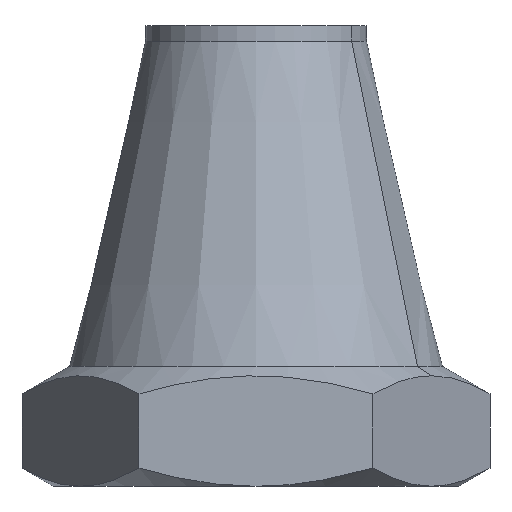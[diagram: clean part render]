
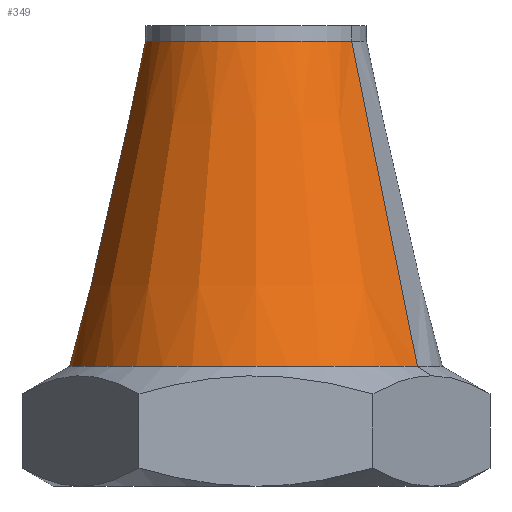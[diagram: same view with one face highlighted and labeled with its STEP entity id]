
A CAD part, left-side view. The second image highlights one B-rep face of the part: STEP entity #349.
In plain terms, the highlighted conical face has half-angle 13.133 degrees and reference radius 5.06 mm.
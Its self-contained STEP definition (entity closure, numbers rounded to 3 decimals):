
#7 = VECTOR ( 'NONE', #230, 1000. ) ;
#15 = CARTESIAN_POINT ( 'NONE',  ( 0., 0., 3.254 ) ) ;
#35 = VERTEX_POINT ( 'NONE', #92 ) ;
#92 = CARTESIAN_POINT ( 'NONE',  ( -2.53, -4.382, 3.254 ) ) ;
#94 = CARTESIAN_POINT ( 'NONE',  ( -1.5, -2.598, 12.083 ) ) ;
#96 = VERTEX_POINT ( 'NONE', #238 ) ;
#105 = CIRCLE ( 'NONE', #606, 3. ) ;
#125 = LINE ( 'NONE', #358, #338 ) ;
#180 = EDGE_CURVE ( 'NONE', #750, #96, #105, .T. ) ;
#196 = DIRECTION ( 'NONE',  ( 0.5, 0.866, 0. ) ) ;
#201 = DIRECTION ( 'NONE',  ( 0., 0., -1. ) ) ;
#230 = DIRECTION ( 'NONE',  ( 0.114, 0.197, -0.974 ) ) ;
#238 = CARTESIAN_POINT ( 'NONE',  ( 1.5, 2.598, 12.083 ) ) ;
#239 = DIRECTION ( 'NONE',  ( -0.114, -0.197, -0.974 ) ) ;
#241 = EDGE_LOOP ( 'NONE', ( #312, #619, #332, #422 ) ) ;
#246 = CARTESIAN_POINT ( 'NONE',  ( 2.53, 4.382, 3.254 ) ) ;
#312 = ORIENTED_EDGE ( 'NONE', *, *, #487, .F. ) ;
#327 = CIRCLE ( 'NONE', #353, 5.06 ) ;
#332 = ORIENTED_EDGE ( 'NONE', *, *, #388, .T. ) ;
#338 = VECTOR ( 'NONE', #239, 1000. ) ;
#349 = ADVANCED_FACE ( 'NONE', ( #545 ), #505, .T. ) ;
#353 = AXIS2_PLACEMENT_3D ( 'NONE', #362, #544, #428 ) ;
#358 = CARTESIAN_POINT ( 'NONE',  ( -2.53, -4.382, 3.254 ) ) ;
#362 = CARTESIAN_POINT ( 'NONE',  ( 0., 0., 3.254 ) ) ;
#388 = EDGE_CURVE ( 'NONE', #96, #576, #462, .T. ) ;
#422 = ORIENTED_EDGE ( 'NONE', *, *, #477, .F. ) ;
#428 = DIRECTION ( 'NONE',  ( 0.5, 0.866, 0. ) ) ;
#462 = LINE ( 'NONE', #762, #7 ) ;
#477 = EDGE_CURVE ( 'NONE', #35, #576, #327, .T. ) ;
#487 = EDGE_CURVE ( 'NONE', #750, #35, #125, .T. ) ;
#494 = DIRECTION ( 'NONE',  ( 0., 0., -1. ) ) ;
#505 = CONICAL_SURFACE ( 'NONE', #680, 5.06, 0.229 ) ;
#544 = DIRECTION ( 'NONE',  ( 0., 0., -1. ) ) ;
#545 = FACE_OUTER_BOUND ( 'NONE', #241, .T. ) ;
#559 = DIRECTION ( 'NONE',  ( 0.5, 0.866, 0. ) ) ;
#576 = VERTEX_POINT ( 'NONE', #246 ) ;
#606 = AXIS2_PLACEMENT_3D ( 'NONE', #735, #201, #559 ) ;
#619 = ORIENTED_EDGE ( 'NONE', *, *, #180, .T. ) ;
#680 = AXIS2_PLACEMENT_3D ( 'NONE', #15, #494, #196 ) ;
#735 = CARTESIAN_POINT ( 'NONE',  ( 0., 0., 12.083 ) ) ;
#750 = VERTEX_POINT ( 'NONE', #94 ) ;
#762 = CARTESIAN_POINT ( 'NONE',  ( 2.53, 4.382, 3.254 ) ) ;
